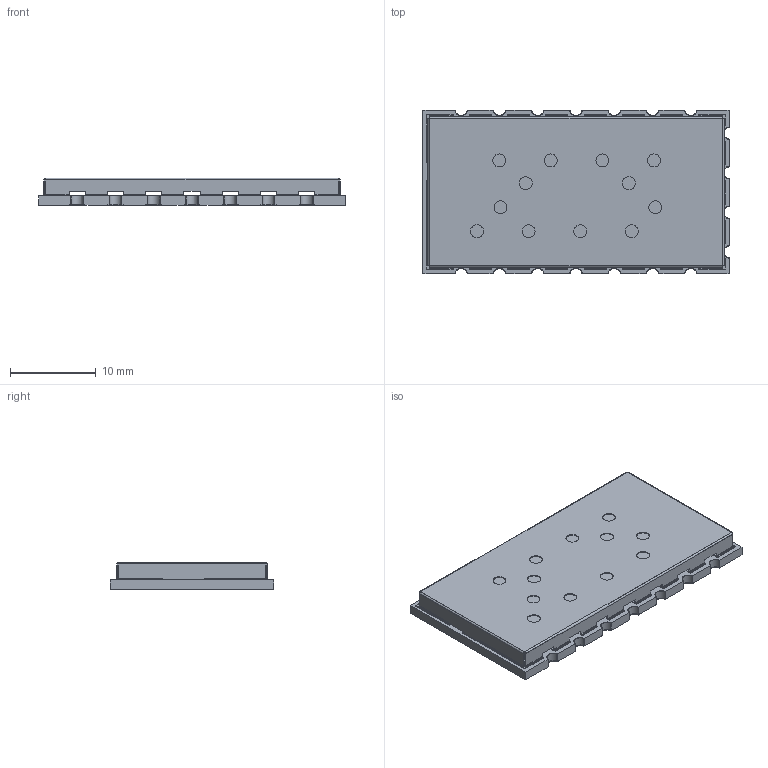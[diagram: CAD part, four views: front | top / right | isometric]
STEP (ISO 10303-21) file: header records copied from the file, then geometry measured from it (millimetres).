
FILE_DESCRIPTION(/* description */ (''),/* implementation_level */ '2;1');
FILE_NAME(/* name */ 'SA818.step',/* time_stamp */ '2021-01-01T16:14:05+02:00',/* author */ (''),/* organization */ (''),/* preprocessor_version */ 'ST-DEVELOPER v18.1',/* originating_system */ 'Autodesk Translation Framework v9.7.1.1290',/* authorisation */ '');
FILE_SCHEMA (('AUTOMOTIVE_DESIGN { 1 0 10303 214 3 1 1 }'));
Length unit declared in the file: millimetre
Products named in the file (14): SA818; Placă de bază; pad isolate; pad isolate(Mirror); Pad lung pe lateral; Pad scurt pe lateral; Component12; Component13; Pad mare de masă; Pad oval (4); Pad; Pad17; Shield; Solder
Assembly tree (32 placements, depth 3):
  SA818
    Pad  x11
    Placă de bază
      pad isolate
      pad isolate(Mirror)
      Pad lung pe lateral
      Pad scurt pe lateral
      Component12
      Component13
      Pad mare de masă
      Pad oval (4)  x4
    Pad17  x7
    Shield
    Solder
Bounding box: 35.6 x 19 x 3.2 mm (x, y, z)
Volume: 813.4 mm3; surface area: 3544.3 mm2
Topology: 86 solids, 86 shells, 1044 faces, 2559 edges, 1688 vertices
Faces by surface type: plane 645, cylinder 222, bspline 153, torus 24
Full cylindrical faces by diameter (mm): 0.1 x21, 0.2 x4, 1 x1, 1.5 x12
Entity records: 33535 total; most frequent: CARTESIAN_POINT 13330, ORIENTED_EDGE 4278, DIRECTION 3513, EDGE_CURVE 2139, VERTEX_POINT 1408, LINE 1341, VECTOR 1341, AXIS2_PLACEMENT_3D 1086
